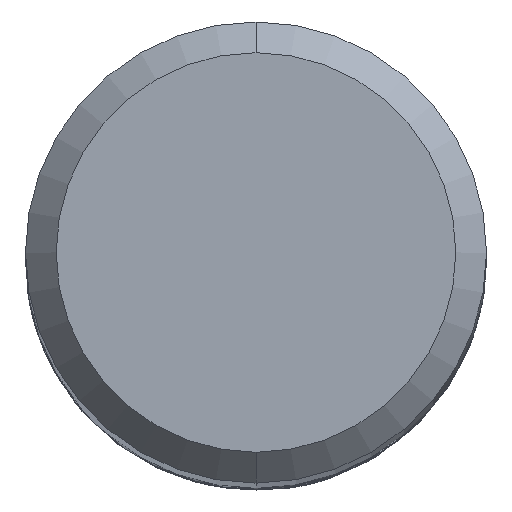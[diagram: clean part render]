
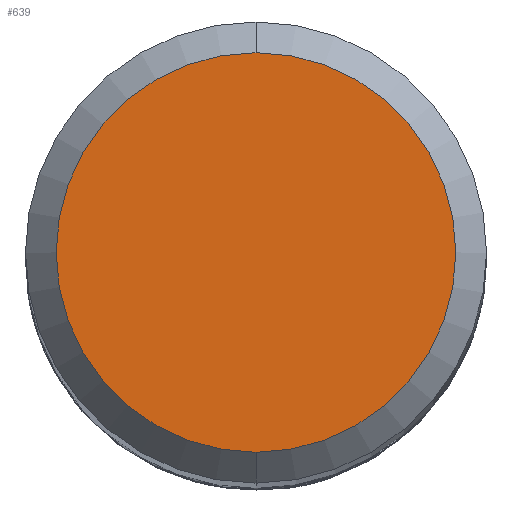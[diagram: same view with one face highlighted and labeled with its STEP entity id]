
A CAD part, top view. The second image highlights one B-rep face of the part: STEP entity #639.
In plain terms, the highlighted planar face has unit normal (0, 0, 1).
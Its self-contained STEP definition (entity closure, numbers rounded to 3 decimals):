
#639=ADVANCED_FACE('',(#1779),#1780,.T.);
#983=EDGE_CURVE('',#1391,#1147,#2155,.T.);
#1147=VERTEX_POINT('',#2338);
#1165=EDGE_CURVE('',#1147,#1391,#2358,.T.);
#1391=VERTEX_POINT('',#2607);
#1779=FACE_OUTER_BOUND('',#3822,.T.);
#1780=PLANE('',#3823);
#2155=CIRCLE('',#7635,2.6);
#2338=CARTESIAN_POINT('',(0.,-2.6,0.0));
#2358=CIRCLE('',#10010,2.6);
#2607=CARTESIAN_POINT('',(0.0,2.6,0.0));
#3822=EDGE_LOOP('',(#14561,#14562));
#3823=AXIS2_PLACEMENT_3D('',#14563,#14564,#14565);
#7635=AXIS2_PLACEMENT_3D('',#14925,#14926,#14927);
#10010=AXIS2_PLACEMENT_3D('',#15158,#15159,#15160);
#14561=ORIENTED_EDGE('',*,*,#983,.F.);
#14562=ORIENTED_EDGE('',*,*,#1165,.F.);
#14563=CARTESIAN_POINT('',(0.0,1.3,0.0));
#14564=DIRECTION('',(-0.0,0.0,1.0));
#14565=DIRECTION('',(0.0,-1.0,0.0));
#14925=CARTESIAN_POINT('',(0.0,0.0,0.0));
#14926=DIRECTION('',(0.0,0.0,-1.0));
#14927=DIRECTION('',(0.0,1.0,0.0));
#15158=CARTESIAN_POINT('',(0.0,0.0,0.0));
#15159=DIRECTION('',(0.0,0.0,-1.0));
#15160=DIRECTION('',(0.0,1.0,0.0));
